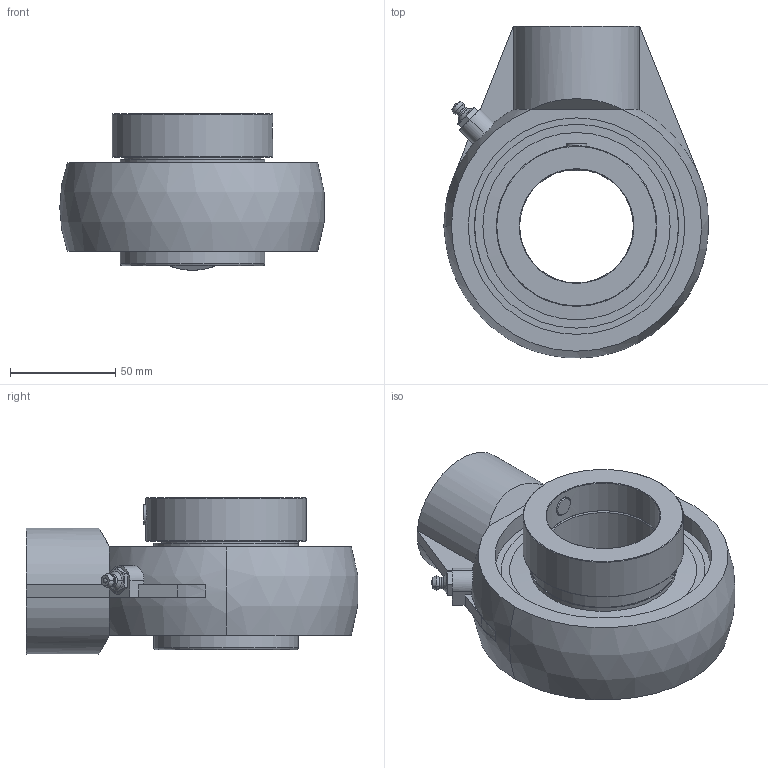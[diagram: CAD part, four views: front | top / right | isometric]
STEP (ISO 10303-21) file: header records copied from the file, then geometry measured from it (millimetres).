
FILE_DESCRIPTION(('HOOPS Exchange Step'),'2;1');
FILE_NAME('export-F4F4CAEA-BBE4-4F46-86FE-1445487C7A9C.stp','2019-12-13T13:14:58-08:00',('ibuslach'),('Alibre'),'HOOPS Exchange 2019.2','Alibre','Unknown authorisation');
FILE_SCHEMA( ('AP242_MANAGED_MODEL_BASED_3D_ENGINEERING_MIM_LF {1 0 10303 442 1 1 4 }') );
Length unit declared in the file: centimetre
Products named in the file (8): ZERK 6mm; MRN SHA 211; SHC 211-34 RACE; SHC 211-34 COLLAR; SHC 211-34 SHIELD; SHC 211 SS; MRN SHC 211-34; MRN SHCHA 211-34
Assembly tree (7 placements, depth 3):
  MRN SHCHA 211-34
    ZERK 6mm
    MRN SHA 211
    MRN SHC 211-34
      SHC 211-34 RACE
      SHC 211-34 COLLAR
      SHC 211-34 SHIELD
      SHC 211 SS
Bounding box: 125.5 x 157.57 x 74.19 mm (x, y, z)
Volume: 419722 mm3; surface area: 123622.3 mm2
Topology: 22 solids, 22 shells, 162 faces, 423 edges, 281 vertices
Faces by surface type: plane 61, cylinder 35, cone 34, sphere 21, torus 11
Full cylindrical faces by diameter (mm): 2.263 x2, 6 x2, 9.525 x3, 31.75 x1, 53.975 x2, 64.973 x2, 68.58 x4, 69.596 x2, 76.2 x1, 87.884 x2, 88.9 x4, 102.825 x1, 104.825 x1
Entity records: 7157 total; most frequent: CARTESIAN_POINT 2991, DIRECTION 898, ORIENTED_EDGE 782, EDGE_CURVE 391, AXIS2_PLACEMENT_3D 385, VERTEX_POINT 281, CIRCLE 198, EDGE_LOOP 190
